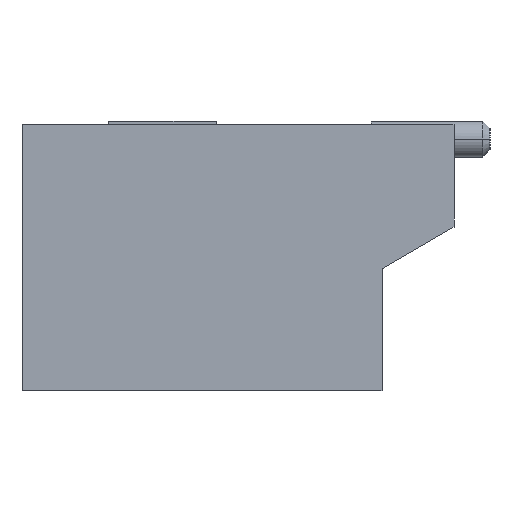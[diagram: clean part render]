
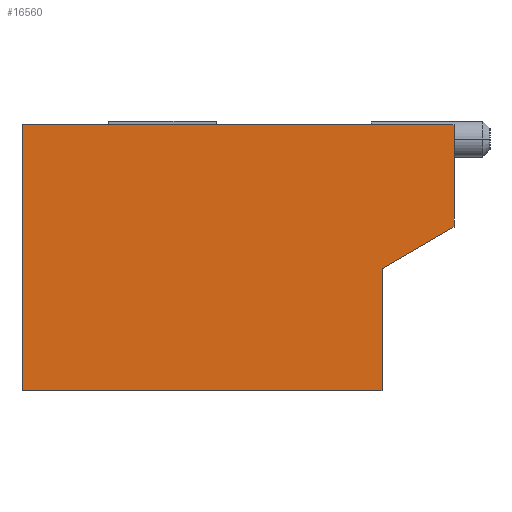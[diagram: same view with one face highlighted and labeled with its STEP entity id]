
A CAD part, left-side view. The second image highlights one B-rep face of the part: STEP entity #16560.
In plain terms, the highlighted planar face has unit normal (-1, 0, 0).
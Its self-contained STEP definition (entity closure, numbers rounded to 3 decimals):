
#7270=CARTESIAN_POINT('',(-13.5,-5.,-0.));
#7280=VERTEX_POINT('',#7270);
#7310=CARTESIAN_POINT('',(-13.5,-5.,1.7));
#7320=DIRECTION('',(0.,0.,-1.));
#7330=VECTOR('',#7320,1.7);
#7340=LINE('',#7310,#7330);
#7350=CARTESIAN_POINT('',(-13.5,-5.,1.7));
#7360=VERTEX_POINT('',#7350);
#7370=EDGE_CURVE('',#7360,#7280,#7340,.T.);
#14900=CARTESIAN_POINT('',(-13.5,0.,3.7));
#14910=VERTEX_POINT('',#14900);
#14940=CARTESIAN_POINT('',(-13.5,0.,3.7));
#14950=DIRECTION('',(0.,0.,-1.));
#14960=VECTOR('',#14950,3.7);
#14970=LINE('',#14940,#14960);
#14980=CARTESIAN_POINT('',(-13.5,0.,0.));
#14990=VERTEX_POINT('',#14980);
#15000=EDGE_CURVE('',#14910,#14990,#14970,.T.);
#15800=CARTESIAN_POINT('',(-13.5,-6.,2.277));
#15810=DIRECTION('',(0.,0.866,-0.5));
#15820=VECTOR('',#15810,1.155);
#15830=LINE('',#15800,#15820);
#15840=CARTESIAN_POINT('',(-13.5,-6.,2.277));
#15850=VERTEX_POINT('',#15840);
#15860=EDGE_CURVE('',#15850,#7360,#15830,.T.);
#16260=CARTESIAN_POINT('',(-13.5,-3.323,0.));
#16270=DIRECTION('',(-1.,-0.,0.));
#16280=DIRECTION('',(0.,-1.,0.));
#16290=AXIS2_PLACEMENT_3D('',#16260,#16270,#16280);
#16300=PLANE('',#16290);
#16310=CARTESIAN_POINT('',(-13.5,-1.1,3.7));
#16320=DIRECTION('',(0.,1.,0.));
#16330=VECTOR('',#16320,1.);
#16340=LINE('',#16310,#16330);
#16350=CARTESIAN_POINT('',(-13.5,-6.,3.7));
#16360=VERTEX_POINT('',#16350);
#16370=EDGE_CURVE('',#16360,#14910,#16340,.T.);
#16380=ORIENTED_EDGE('',*,*,#16370,.T.);
#16390=CARTESIAN_POINT('',(-13.5,-6.,2.277));
#16400=DIRECTION('',(0.,0.,1.));
#16410=VECTOR('',#16400,1.423);
#16420=LINE('',#16390,#16410);
#16430=EDGE_CURVE('',#15850,#16360,#16420,.T.);
#16440=ORIENTED_EDGE('',*,*,#16430,.T.);
#16450=ORIENTED_EDGE('',*,*,#15860,.F.);
#16460=ORIENTED_EDGE('',*,*,#7370,.F.);
#16470=CARTESIAN_POINT('',(-13.5,0.,0.));
#16480=DIRECTION('',(0.,-1.,0.));
#16490=VECTOR('',#16480,0.927);
#16500=LINE('',#16470,#16490);
#16510=EDGE_CURVE('',#14990,#7280,#16500,.T.);
#16520=ORIENTED_EDGE('',*,*,#16510,.T.);
#16530=ORIENTED_EDGE('',*,*,#15000,.T.);
#16540=EDGE_LOOP('',(#16530,#16520,#16460,#16450,#16440,#16380));
#16550=FACE_OUTER_BOUND('',#16540,.T.);
#16560=ADVANCED_FACE('',(#16550),#16300,.T.);
